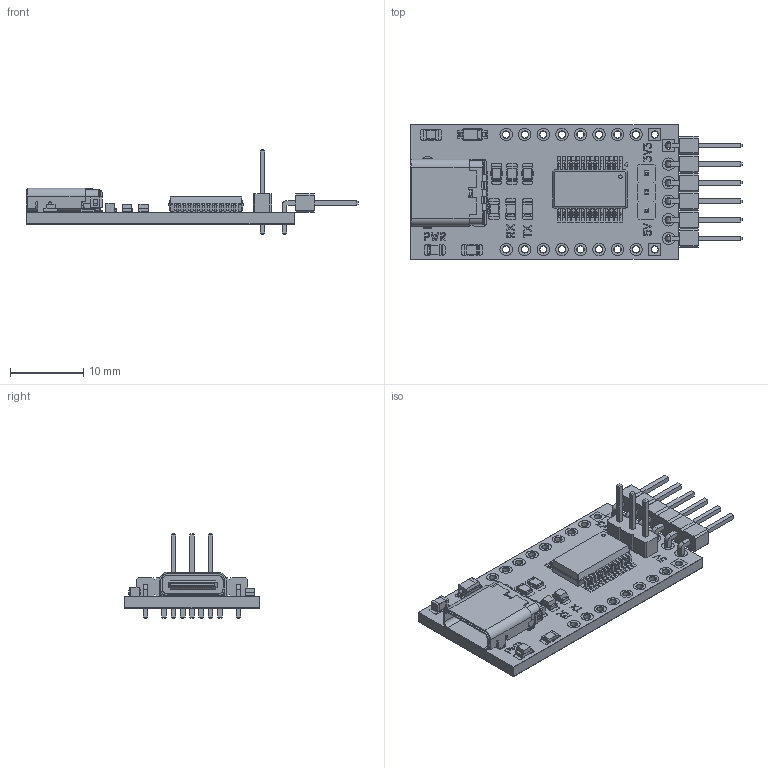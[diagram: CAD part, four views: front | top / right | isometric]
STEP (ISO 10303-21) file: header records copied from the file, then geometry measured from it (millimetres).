
FILE_DESCRIPTION(('KiCad electronic assembly'),'2;1');
FILE_NAME('FTboard.step','2025-09-05T17:41:38',('Pcbnew'),('Kicad'), 'Open CASCADE STEP processor 7.9','KiCad to STEP converter','Unknown' );
FILE_SCHEMA(('AUTOMOTIVE_DESIGN { 1 0 10303 214 1 1 1 1 }'));
Length unit declared in the file: millimetre
Products named in the file (13): FTboard 1; LED_0805_2012Metric; C_0805_2012Metric; R_0805_2012Metric; D_SOD-123; PinHeader_1x03_P2.54mm_Vertical; USB_C_Receptacle_Amphenol_12401610E4-2A; SSOP-28_5.3x10.2mm_P0.65mm; PinHeader_1x06_P2.54mm_Horizontal; FTboard_pad; FTboard_silkscreen; FTboard_soldermask; FTboard_PCB
Assembly tree (18 placements, depth 2):
  FTboard 1
    LED_0805_2012Metric  x3
    C_0805_2012Metric  x2
    R_0805_2012Metric  x4
    D_SOD-123
    PinHeader_1x03_P2.54mm_Vertical
    USB_C_Receptacle_Amphenol_12401610E4-2A
    SSOP-28_5.3x10.2mm_P0.65mm
    PinHeader_1x06_P2.54mm_Horizontal
    FTboard_pad
    FTboard_silkscreen
    FTboard_soldermask
    FTboard_PCB
Bounding box: 45.43 x 18.4 x 11.54 mm (x, y, z)
Volume: 1481.3 mm3; surface area: 5210.8 mm2
Topology: 218 solids, 252 shells, 2698 faces, 7116 edges, 4913 vertices
Faces by surface type: plane 1989, cylinder 608, bspline 96, cone 5
Full cylindrical faces by diameter (mm): 0.4 x1, 0.5 x1, 0.65 x1, 0.95 x81, 1 x54, 1.7 x46
Entity records: 88855 total; most frequent: CARTESIAN_POINT 14020, DIRECTION 12701, ORIENTED_EDGE 12252, EDGE_CURVE 6574, LINE 5105, VECTOR 5105, VERTEX_POINT 4561, AXIS2_PLACEMENT_3D 3798
